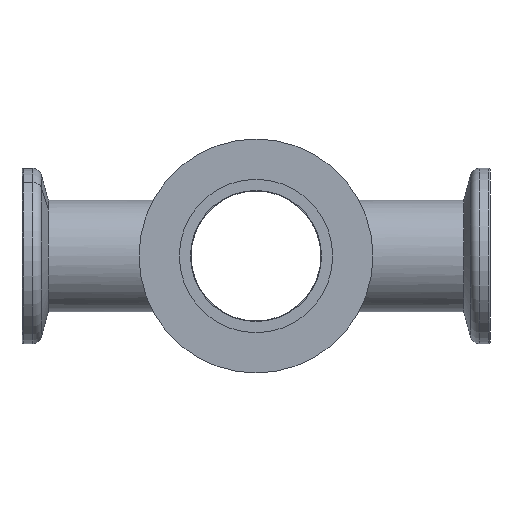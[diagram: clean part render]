
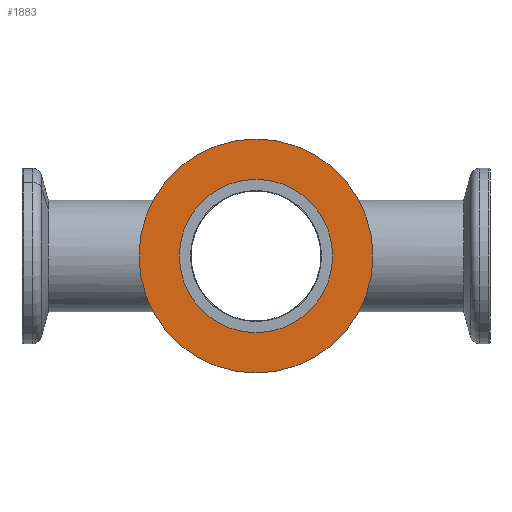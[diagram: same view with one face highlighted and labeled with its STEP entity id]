
A CAD part, left-side view. The second image highlights one B-rep face of the part: STEP entity #1883.
In plain terms, the highlighted face is planar.
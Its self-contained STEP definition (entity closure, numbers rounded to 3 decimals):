
#56 = DIRECTION ( 'NONE',  ( 0., 1., 0. ) ) ;
#142 = AXIS2_PLACEMENT_3D ( 'NONE', #1398, #56, #1608 ) ;
#144 = DIRECTION ( 'NONE',  ( 0., 0., 1. ) ) ;
#213 = ORIENTED_EDGE ( 'NONE', *, *, #1312, .T. ) ;
#297 = EDGE_LOOP ( 'NONE', ( #947, #1264 ) ) ;
#362 = AXIS2_PLACEMENT_3D ( 'NONE', #2362, #2592, #144 ) ;
#385 = VERTEX_POINT ( 'NONE', #791 ) ;
#501 = EDGE_CURVE ( 'NONE', #385, #1705, #1396, .T. ) ;
#536 = VERTEX_POINT ( 'NONE', #1895 ) ;
#607 = VERTEX_POINT ( 'NONE', #624 ) ;
#624 = CARTESIAN_POINT ( 'NONE',  ( 0., 0., 13.1 ) ) ;
#730 = CIRCLE ( 'NONE', #1067, 13.1 ) ;
#791 = CARTESIAN_POINT ( 'NONE',  ( 0., 0., -20. ) ) ;
#916 = CARTESIAN_POINT ( 'NONE',  ( 0., 0., 0. ) ) ;
#939 = PLANE ( 'NONE',  #984 ) ;
#941 = CIRCLE ( 'NONE', #142, 20. ) ;
#947 = ORIENTED_EDGE ( 'NONE', *, *, #2062, .F. ) ;
#976 = ORIENTED_EDGE ( 'NONE', *, *, #2302, .T. ) ;
#984 = AXIS2_PLACEMENT_3D ( 'NONE', #2679, #1163, #2693 ) ;
#1034 = AXIS2_PLACEMENT_3D ( 'NONE', #1292, #2148, #1601 ) ;
#1067 = AXIS2_PLACEMENT_3D ( 'NONE', #916, #2431, #1136 ) ;
#1136 = DIRECTION ( 'NONE',  ( 0., 0., 1. ) ) ;
#1163 = DIRECTION ( 'NONE',  ( 0., -1., 0. ) ) ;
#1264 = ORIENTED_EDGE ( 'NONE', *, *, #501, .F. ) ;
#1292 = CARTESIAN_POINT ( 'NONE',  ( 0., 0., 0. ) ) ;
#1312 = EDGE_CURVE ( 'NONE', #607, #536, #1478, .T. ) ;
#1339 = EDGE_LOOP ( 'NONE', ( #213, #976 ) ) ;
#1396 = CIRCLE ( 'NONE', #362, 20. ) ;
#1398 = CARTESIAN_POINT ( 'NONE',  ( 0., 0., 0. ) ) ;
#1417 = FACE_BOUND ( 'NONE', #1339, .T. ) ;
#1478 = CIRCLE ( 'NONE', #1034, 13.1 ) ;
#1601 = DIRECTION ( 'NONE',  ( 0., 0., 1. ) ) ;
#1608 = DIRECTION ( 'NONE',  ( 0., 0., 1. ) ) ;
#1705 = VERTEX_POINT ( 'NONE', #1733 ) ;
#1733 = CARTESIAN_POINT ( 'NONE',  ( 0., 0., 20. ) ) ;
#1883 = ADVANCED_FACE ( 'NONE', ( #1417, #1976 ), #939, .T. ) ;
#1895 = CARTESIAN_POINT ( 'NONE',  ( 0., 0., -13.1 ) ) ;
#1976 = FACE_OUTER_BOUND ( 'NONE', #297, .T. ) ;
#2062 = EDGE_CURVE ( 'NONE', #1705, #385, #941, .T. ) ;
#2148 = DIRECTION ( 'NONE',  ( 0., 1., 0. ) ) ;
#2302 = EDGE_CURVE ( 'NONE', #536, #607, #730, .T. ) ;
#2362 = CARTESIAN_POINT ( 'NONE',  ( 0., 0., 0. ) ) ;
#2431 = DIRECTION ( 'NONE',  ( 0., 1., 0. ) ) ;
#2592 = DIRECTION ( 'NONE',  ( 0., 1., 0. ) ) ;
#2679 = CARTESIAN_POINT ( 'NONE',  ( -13.1, 0., 0. ) ) ;
#2693 = DIRECTION ( 'NONE',  ( 0., 0., -1. ) ) ;
